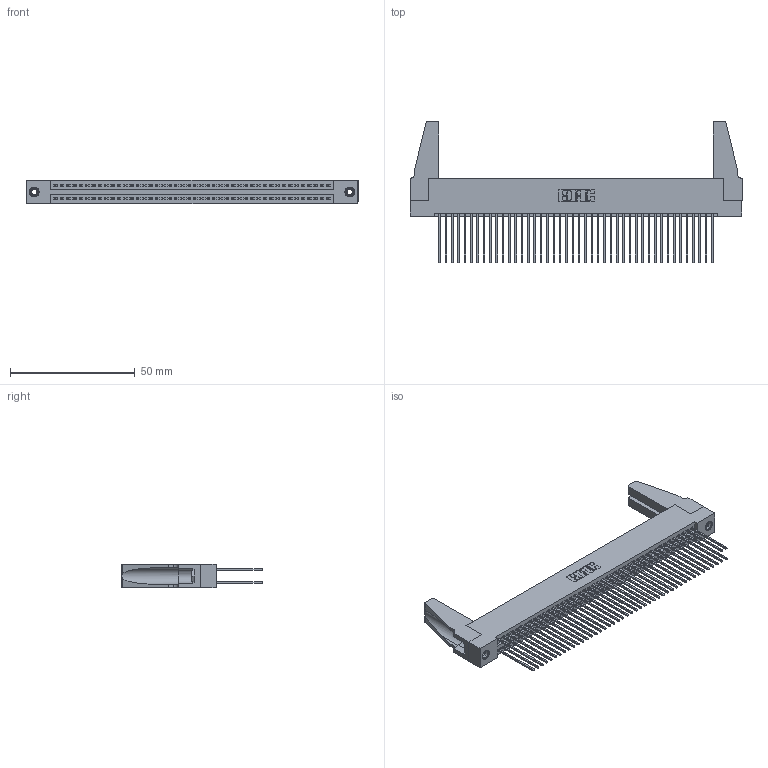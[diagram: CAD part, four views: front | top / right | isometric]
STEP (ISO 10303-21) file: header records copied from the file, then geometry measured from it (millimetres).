
FILE_DESCRIPTION (( 'STEP AP203' ), '1' );
FILE_NAME ('345-088-541-288.STEP', '2019-11-01T12:40:41', ( '' ), ( '' ), 'SwSTEP 2.0', 'SolidWorks 2016', '' );
FILE_SCHEMA (( 'CONFIG_CONTROL_DESIGN' ));
Length unit declared in the file: inch
Products named in the file (5): 345-088-541-288; 345 Part_Flush Mounting Lugs - 0.156 Dia-TH; 345-250-001_345-250-001-102; 345-220-078_345-220-088; 345-292-001_345-293-141
Assembly tree (93 placements, depth 2):
  345-088-541-288
    345 Part_Flush Mounting Lugs - 0.156 Dia-TH
    345-292-001_345-293-141  x88
    345-250-001_345-250-001-102  x2
    345-220-078_345-220-088  x2
Bounding box: 132.99 x 56.82 x 9.4 mm (x, y, z)
Volume: 16695.1 mm3; surface area: 25404.6 mm2
Topology: 93 solids, 93 shells, 4650 faces, 13767 edges, 9050 vertices
Faces by surface type: plane 3056, cylinder 1578, cone 12, torus 4
Entity records: 36420 total; most frequent: CARTESIAN_POINT 6098, ORIENTED_EDGE 5992, DIRECTION 5380, EDGE_CURVE 2996, LINE 2646, VECTOR 2646, VERTEX_POINT 1990, AXIS2_PLACEMENT_3D 1367
